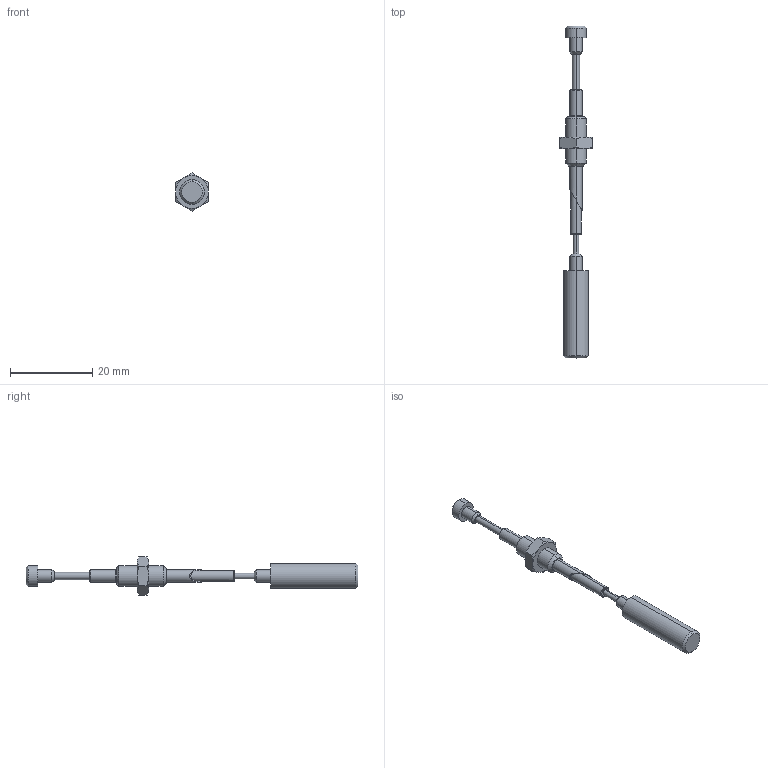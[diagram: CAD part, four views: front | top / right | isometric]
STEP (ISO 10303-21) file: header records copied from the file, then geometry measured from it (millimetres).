
FILE_DESCRIPTION (( 'STEP AP214' ), '1' );
FILE_NAME ('25636~0.STEP', '2018-11-12T09:29:50', ( '' ), ( '' ), 'SwSTEP 2.0', 'SolidWorks 2018', '' );
FILE_SCHEMA (( 'AUTOMOTIVE_DESIGN' ));
Length unit declared in the file: millimetre
Products named in the file (1): 25636~0
Bounding box: 8 x 80.51 x 9.24 mm (x, y, z)
Volume: 1209 mm3; surface area: 1181.5 mm2
Topology: 1 solids, 1 shells, 72 faces, 146 edges, 88 vertices
Faces by surface type: cone 24, cylinder 24, plane 20, torus 4
Entity records: 2412 total; most frequent: CARTESIAN_POINT 423, DIRECTION 340, ORIENTED_EDGE 292, AXIS2_PLACEMENT_3D 149, EDGE_CURVE 146, VERTEX_POINT 88, EDGE_LOOP 84, CIRCLE 76
